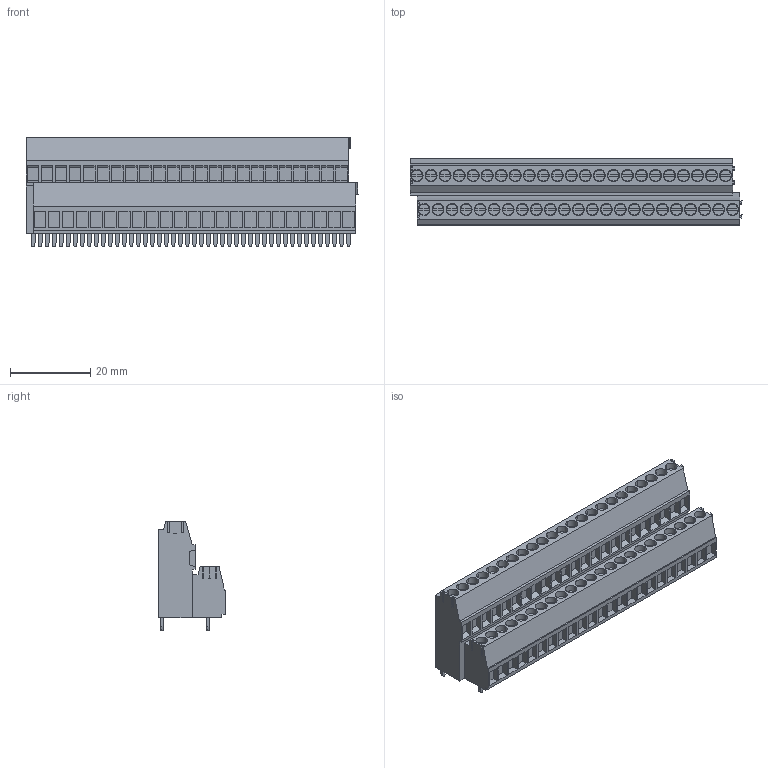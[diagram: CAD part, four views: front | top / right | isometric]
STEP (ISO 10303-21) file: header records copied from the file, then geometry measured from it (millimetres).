
FILE_DESCRIPTION(('CATIA V5 STEP Exchange','CAx-IF Rec.Pracs.--- Model Styling and Organization---1.4--- 2014-01-23'),'2;1');
FILE_NAME ('D1454738_1_1703910000_1703910000.stp','2023-03-16T07:57:08+00:00',('none'),('Weidmueller'),'CATIA Version 5-6 Release 2016 SP3 HF44','CATIA V5 STEP AP214','none');
FILE_SCHEMA(('AUTOMOTIVE_DESIGN { 1 0 10303 214 1 1 1 1 }'));
Length unit declared in the file: millimetre
Products named in the file (1): 1703910000
Bounding box: 82.85 x 16.75 x 27.3 mm (x, y, z)
Volume: 22086.3 mm3; surface area: 11982.7 mm2
Topology: 93 solids, 93 shells, 1290 faces, 2970 edges, 1981 vertices
Faces by surface type: plane 1014, cylinder 276
Entity records: 32506 total; most frequent: ORIENTED_EDGE 5940, CARTESIAN_POINT 5781, DIRECTION 4226, EDGE_CURVE 2970, VECTOR 2230, LINE 2230, VERTEX_POINT 1981, EDGE_LOOP 1405
